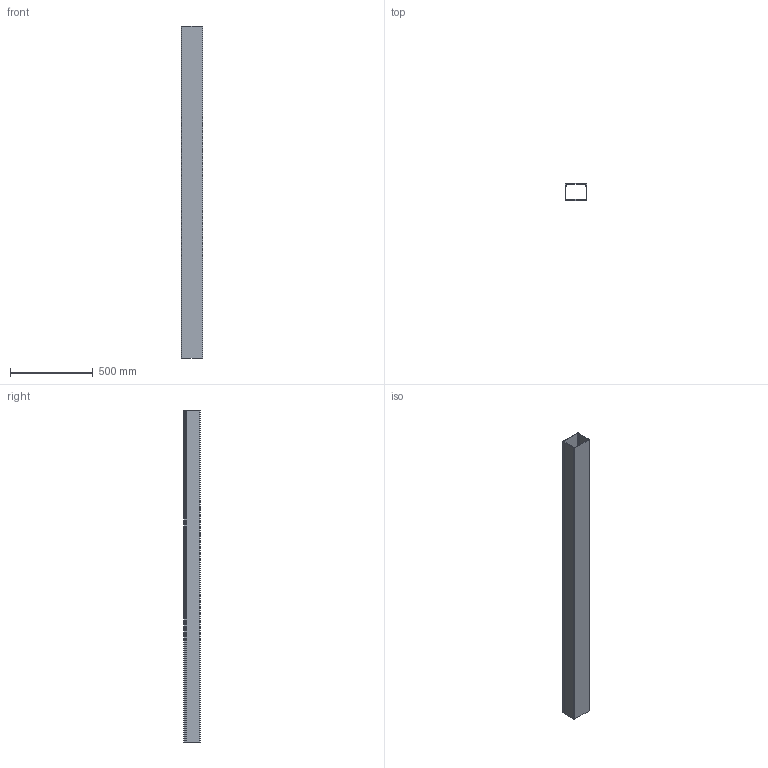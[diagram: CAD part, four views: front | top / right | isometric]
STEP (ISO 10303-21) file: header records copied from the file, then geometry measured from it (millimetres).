
FILE_DESCRIPTION (( 'STEP AP214' ), '1' );
FILE_NAME ('6026281.stp', '2016-08-08T12:05:46', ( '' ), ( '' ), 'SwSTEP 2.0', 'SolidWorks 2014', '' );
FILE_SCHEMA (( 'AUTOMOTIVE_DESIGN' ));
Length unit declared in the file: millimetre
Products named in the file (3): Deckel_130.1.1; 6026281; Kanal-Unterteil_100130.1
Assembly tree (2 placements, depth 2):
  6026281
    Deckel_130.1.1
    Kanal-Unterteil_100130.1
Bounding box: 129.6 x 100.3 x 2000 mm (x, y, z)
Volume: 2643381.9 mm3; surface area: 1833457.3 mm2
Topology: 2 solids, 2 shells, 42 faces, 114 edges, 76 vertices
Faces by surface type: plane 26, cylinder 16
Entity records: 1836 total; most frequent: DIRECTION 240, CARTESIAN_POINT 237, ORIENTED_EDGE 228, EDGE_CURVE 114, LINE 82, VECTOR 82, AXIS2_PLACEMENT_3D 79, VERTEX_POINT 76
